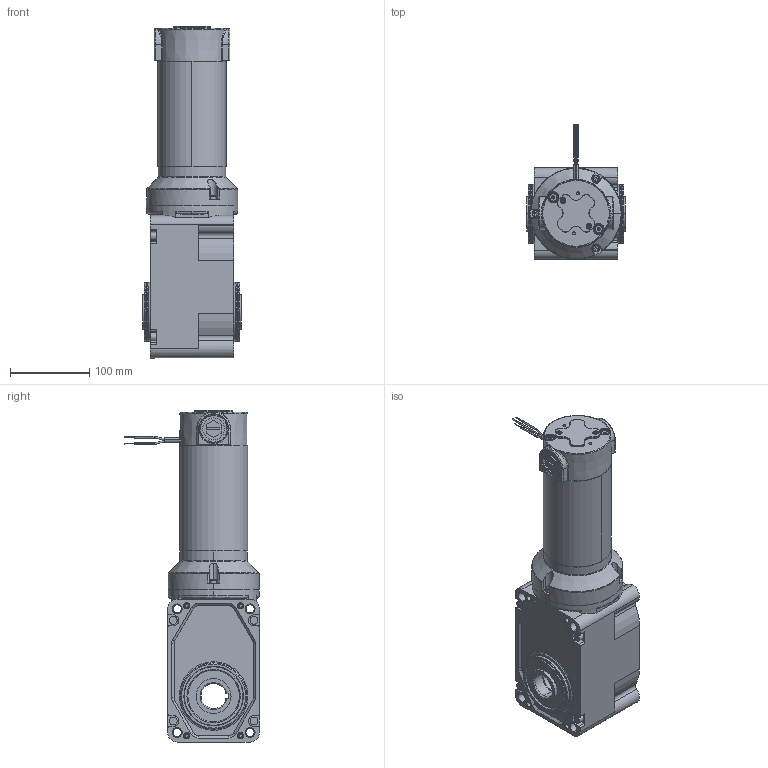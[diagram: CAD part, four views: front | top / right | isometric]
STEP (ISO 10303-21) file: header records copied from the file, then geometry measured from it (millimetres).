
FILE_DESCRIPTION (( 'STEP AP214' ), '1' );
FILE_NAME ('INFM0415.STEP', '2019-12-24T01:32:33', ( '' ), ( '' ), 'SwSTEP 2.0', 'SolidWorks 2017', '' );
FILE_SCHEMA (( 'AUTOMOTIVE_DESIGN' ));
Length unit declared in the file: inch
Products named in the file (11): 54101028_54101028; INFM0415; 54101359_54101359; 51601058_51601058; 149AZ026_149AZ026; 57501295_57501295; 329AZ040_329AZ040; 53130978_53130978; 135AZ003_135AZ003; 493AZ001_493AZ001; 349AZ002_349AZ002
Assembly tree (13 placements, depth 2):
  INFM0415
    349AZ002_349AZ002
    135AZ003_135AZ003
    329AZ040_329AZ040
    493AZ001_493AZ001  x2
    54101028_54101028  x2
    57501295_57501295
    54101359_54101359  x2
    53130978_53130978
    149AZ026_149AZ026
    51601058_51601058
Bounding box: 124 x 170.59 x 419.14 mm (x, y, z)
Volume: 3387959.9 mm3; surface area: 315066.7 mm2
Topology: 29 solids, 29 shells, 1888 faces, 4649 edges, 2833 vertices
Faces by surface type: cylinder 545, plane 485, bspline 437, cone 315, torus 77, sphere 29
Entity records: 101149 total; most frequent: CARTESIAN_POINT 40215, ORIENTED_EDGE 8698, DIRECTION 8027, EDGE_CURVE 4349, AXIS2_PLACEMENT_3D 3238, VERTEX_POINT 2687, EDGE_LOOP 1942, CIRCLE 1848
